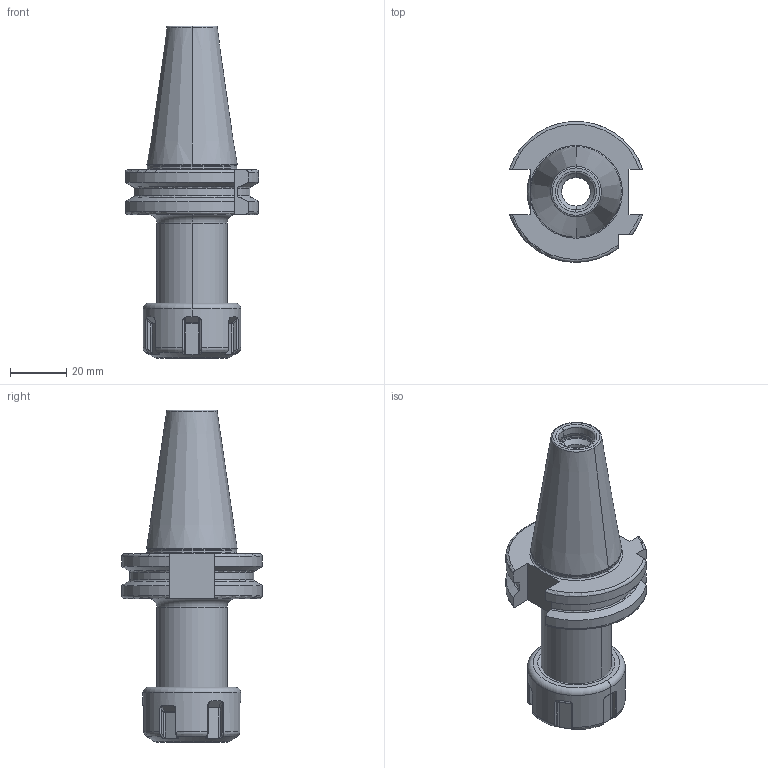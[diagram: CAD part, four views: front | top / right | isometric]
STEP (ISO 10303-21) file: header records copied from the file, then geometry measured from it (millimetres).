
FILE_DESCRIPTION((''),'2;1');
FILE_NAME('302_02_13','2020-09-14T',('104091'),(''),'CREO PARAMETRIC BY PTC INC, 2016260','CREO PARAMETRIC BY PTC INC, 2016260','');
FILE_SCHEMA(('CONFIG_CONTROL_DESIGN'));
Length unit declared in the file: millimetre
Products named in the file (1): 302_02_13
Bounding box: 47.34 x 49.9 x 117.8 mm (x, y, z)
Volume: 66990.1 mm3; surface area: 20345.9 mm2
Topology: 1 solids, 1 shells, 270 faces, 656 edges, 393 vertices
Faces by surface type: cylinder 63, bspline 62, plane 55, torus 52, cone 26, sphere 12
Entity records: 10571 total; most frequent: CARTESIAN_POINT 4680, ORIENTED_EDGE 1308, DIRECTION 1086, EDGE_CURVE 654, AXIS2_PLACEMENT_3D 428, VERTEX_POINT 393, EDGE_LOOP 279, FACE_OUTER_BOUND 270
